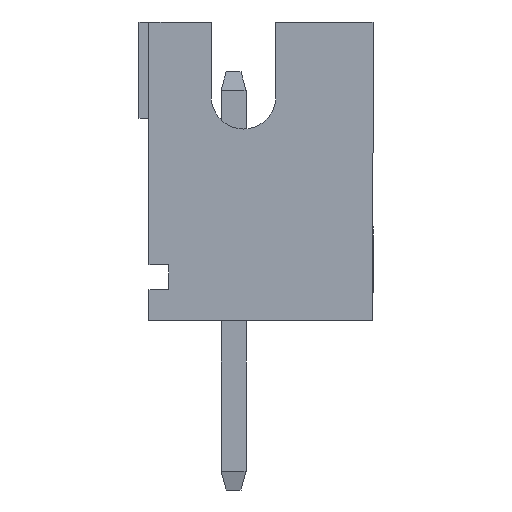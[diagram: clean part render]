
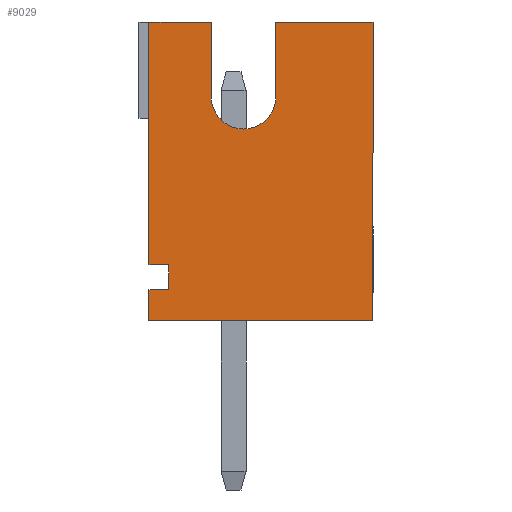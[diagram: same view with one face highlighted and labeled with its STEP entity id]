
A CAD part, left-side view. The second image highlights one B-rep face of the part: STEP entity #9029.
In plain terms, the highlighted planar face has unit normal (-1, 0, 0).
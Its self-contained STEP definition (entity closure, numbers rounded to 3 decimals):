
#19=CIRCLE('',#9504,0.65);
#320=FACE_OUTER_BOUND('',#836,.T.);
#836=EDGE_LOOP('',(#6893,#6894,#6895,#6896,#6897,#6898,#6899,#6900,#6901,
#6902,#6903,#6904));
#1336=LINE('',#12473,#2533);
#1404=LINE('',#12612,#2601);
#1752=LINE('',#13308,#2949);
#1788=LINE('',#13382,#2985);
#1789=LINE('',#13385,#2986);
#1805=LINE('',#13416,#3002);
#1807=LINE('',#13421,#3004);
#1814=LINE('',#13437,#3011);
#1816=LINE('',#13440,#3013);
#1818=LINE('',#13444,#3015);
#1867=LINE('',#13543,#3064);
#2533=VECTOR('',#10228,6.);
#2601=VECTOR('',#10310,4.875);
#2949=VECTOR('',#10878,1.25);
#2985=VECTOR('',#10948,1.95);
#2986=VECTOR('',#10951,4.5);
#3002=VECTOR('',#10985,1.5);
#3004=VECTOR('',#10989,1.5);
#3011=VECTOR('',#11010,0.5);
#3013=VECTOR('',#11014,0.4);
#3015=VECTOR('',#11018,0.4);
#3064=VECTOR('',#11071,0.625);
#3639=VERTEX_POINT('',#12470);
#3640=VERTEX_POINT('',#12472);
#3703=VERTEX_POINT('',#12609);
#3704=VERTEX_POINT('',#12611);
#3942=VERTEX_POINT('',#13307);
#3963=VERTEX_POINT('',#13380);
#3964=VERTEX_POINT('',#13384);
#3970=VERTEX_POINT('',#13414);
#3972=VERTEX_POINT('',#13420);
#3973=VERTEX_POINT('',#13434);
#3974=VERTEX_POINT('',#13436);
#3975=VERTEX_POINT('',#13442);
#4499=EDGE_CURVE('',#3640,#3639,#1336,.T.);
#4567=EDGE_CURVE('',#3703,#3704,#1404,.T.);
#4915=EDGE_CURVE('',#3704,#3942,#1752,.T.);
#4953=EDGE_CURVE('',#3963,#3639,#1788,.T.);
#4954=EDGE_CURVE('',#3964,#3640,#1789,.T.);
#4970=EDGE_CURVE('',#3963,#3970,#1805,.T.);
#4972=EDGE_CURVE('',#3972,#3942,#1807,.T.);
#4975=EDGE_CURVE('',#3970,#3972,#19,.T.);
#4981=EDGE_CURVE('',#3974,#3973,#1814,.T.);
#4983=EDGE_CURVE('',#3703,#3974,#1816,.T.);
#4985=EDGE_CURVE('',#3973,#3975,#1818,.T.);
#5034=EDGE_CURVE('',#3964,#3975,#1867,.T.);
#6893=ORIENTED_EDGE('',*,*,#4972,.T.);
#6894=ORIENTED_EDGE('',*,*,#4915,.F.);
#6895=ORIENTED_EDGE('',*,*,#4567,.F.);
#6896=ORIENTED_EDGE('',*,*,#4983,.T.);
#6897=ORIENTED_EDGE('',*,*,#4981,.T.);
#6898=ORIENTED_EDGE('',*,*,#4985,.T.);
#6899=ORIENTED_EDGE('',*,*,#5034,.F.);
#6900=ORIENTED_EDGE('',*,*,#4954,.T.);
#6901=ORIENTED_EDGE('',*,*,#4499,.T.);
#6902=ORIENTED_EDGE('',*,*,#4953,.F.);
#6903=ORIENTED_EDGE('',*,*,#4970,.T.);
#6904=ORIENTED_EDGE('',*,*,#4975,.T.);
#8078=PLANE('',#9512);
#9029=ADVANCED_FACE('',(#320),#8078,.T.);
#9504=AXIS2_PLACEMENT_3D('',#13425,#10995,#10996);
#9512=AXIS2_PLACEMENT_3D('',#13542,#11069,#11070);
#10228=DIRECTION('',(0.,0.,1.));
#10310=DIRECTION('',(0.,0.,1.));
#10878=DIRECTION('',(0.,-1.,0.));
#10948=DIRECTION('',(0.,-1.,0.));
#10951=DIRECTION('',(0.,-1.,0.));
#10985=DIRECTION('',(0.,0.,-1.));
#10989=DIRECTION('',(0.,0.,1.));
#10995=DIRECTION('center_axis',(1.,0.,0.));
#10996=DIRECTION('ref_axis',(0.,-1.,0.));
#11010=DIRECTION('',(0.,0.,-1.));
#11014=DIRECTION('',(0.,-1.,0.));
#11018=DIRECTION('',(0.,1.,0.));
#11069=DIRECTION('center_axis',(-1.,0.,0.));
#11070=DIRECTION('ref_axis',(0.,-1.,0.));
#11071=DIRECTION('',(0.,0.,1.));
#12470=CARTESIAN_POINT('',(-12.95,-2.8,6.));
#12472=CARTESIAN_POINT('',(-12.95,-2.8,0.));
#12473=CARTESIAN_POINT('',(-12.95,-2.8,0.225));
#12609=CARTESIAN_POINT('',(-12.95,1.7,1.125));
#12611=CARTESIAN_POINT('',(-12.95,1.7,6.));
#12612=CARTESIAN_POINT('',(-12.95,1.7,0.3));
#13307=CARTESIAN_POINT('',(-12.95,0.45,6.));
#13308=CARTESIAN_POINT('',(-12.95,1.7,6.));
#13380=CARTESIAN_POINT('',(-12.95,-0.85,6.));
#13382=CARTESIAN_POINT('',(-12.95,1.7,6.));
#13384=CARTESIAN_POINT('',(-12.95,1.7,0.));
#13385=CARTESIAN_POINT('',(-12.95,1.7,0.));
#13414=CARTESIAN_POINT('',(-12.95,-0.85,4.5));
#13416=CARTESIAN_POINT('',(-12.95,-0.85,3.15));
#13420=CARTESIAN_POINT('',(-12.95,0.45,4.5));
#13421=CARTESIAN_POINT('',(-12.95,0.45,2.4));
#13425=CARTESIAN_POINT('Origin',(-12.95,-0.2,4.5));
#13434=CARTESIAN_POINT('',(-12.95,1.3,0.625));
#13436=CARTESIAN_POINT('',(-12.95,1.3,1.125));
#13437=CARTESIAN_POINT('',(-12.95,1.3,0.713));
#13440=CARTESIAN_POINT('',(-12.95,1.7,1.125));
#13442=CARTESIAN_POINT('',(-12.95,1.7,0.625));
#13444=CARTESIAN_POINT('',(-12.95,1.5,0.625));
#13542=CARTESIAN_POINT('Origin',(-12.95,1.7,0.3));
#13543=CARTESIAN_POINT('',(-12.95,1.7,0.));
